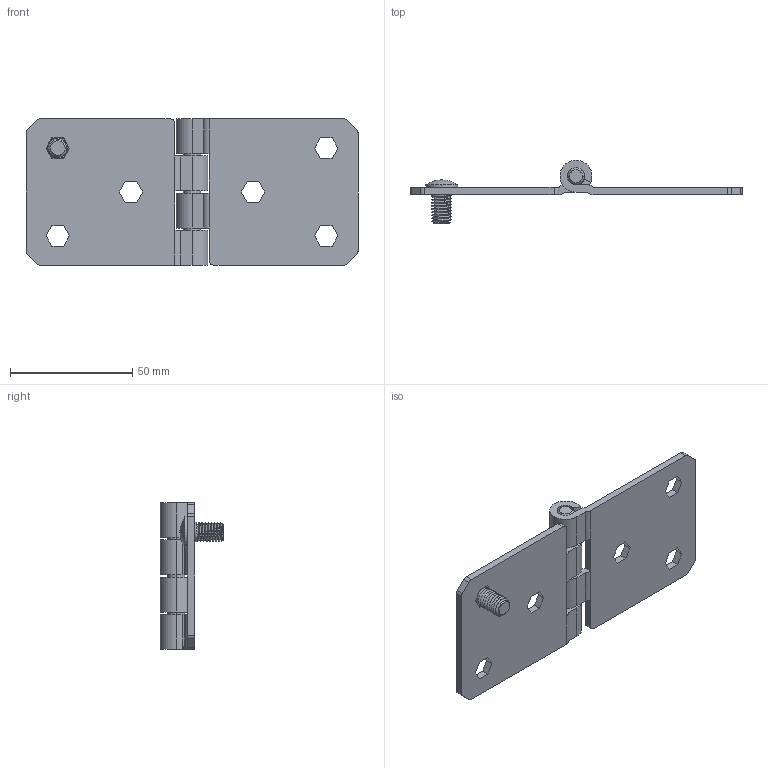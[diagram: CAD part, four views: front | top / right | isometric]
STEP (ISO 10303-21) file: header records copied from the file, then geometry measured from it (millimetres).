
FILE_DESCRIPTION (( 'STEP AP203' ), '1' );
FILE_NAME ('MY60136.2.5.6.STEP', '2022-06-13T09:29:14', ( '' ), ( '' ), 'SwSTEP 2.0', 'SolidWorks 2021', '' );
FILE_SCHEMA (( 'CONFIG_CONTROL_DESIGN' ));
Length unit declared in the file: millimetre
Products named in the file (1): MY60136.2.5.6
Bounding box: 136 x 26.05 x 60 mm (x, y, z)
Surface area: 21665.3 mm2 (no closed solid volume)
Topology: 0 solids, 6 shells, 168 faces, 569 edges, 407 vertices
Faces by surface type: plane 98, cylinder 58, cone 8, bspline 2, sphere 2
Entity records: 7430 total; most frequent: CARTESIAN_POINT 2667, ORIENTED_EDGE 1014, DIRECTION 864, EDGE_CURVE 569, VERTEX_POINT 407, LINE 326, VECTOR 326, AXIS2_PLACEMENT_3D 269
